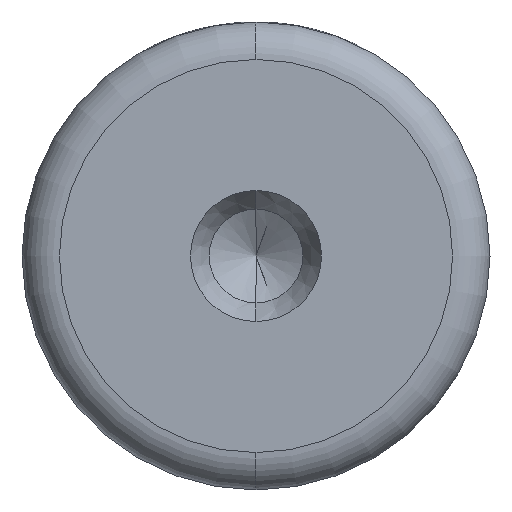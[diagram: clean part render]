
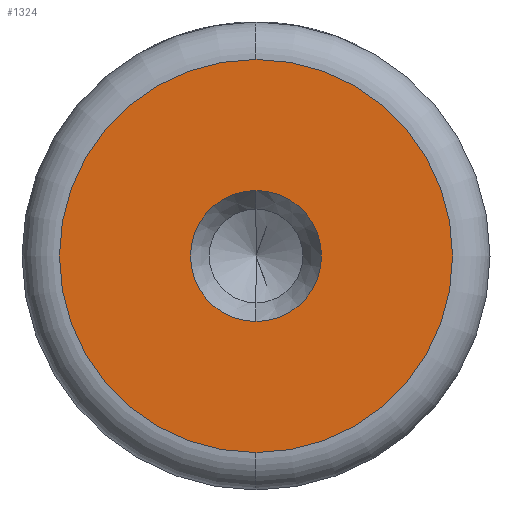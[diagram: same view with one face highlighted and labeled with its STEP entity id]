
A CAD part, left-side view. The second image highlights one B-rep face of the part: STEP entity #1324.
In plain terms, the highlighted planar face has unit normal (-1, 0, 0).
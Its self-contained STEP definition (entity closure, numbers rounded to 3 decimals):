
#15 = EDGE_CURVE ( 'NONE', #433, #412, #283, .T. ) ;
#30 = VERTEX_POINT ( 'NONE', #402 ) ;
#33 = ORIENTED_EDGE ( 'NONE', *, *, #15, .T. ) ;
#41 = EDGE_CURVE ( 'NONE', #211, #30, #262, .T. ) ;
#124 = ORIENTED_EDGE ( 'NONE', *, *, #41, .F. ) ;
#140 = EDGE_CURVE ( 'NONE', #412, #433, #766, .T. ) ;
#150 = EDGE_CURVE ( 'NONE', #30, #211, #1362, .T. ) ;
#156 = CARTESIAN_POINT ( 'NONE',  ( 0., 0., 0. ) ) ;
#208 = EDGE_LOOP ( 'NONE', ( #482, #124 ) ) ;
#211 = VERTEX_POINT ( 'NONE', #586 ) ;
#212 = CARTESIAN_POINT ( 'NONE',  ( 0., 0., -10.5 ) ) ;
#262 = CIRCLE ( 'NONE', #1232, 3.5 ) ;
#281 = DIRECTION ( 'NONE',  ( 0., 0., 1. ) ) ;
#283 = CIRCLE ( 'NONE', #1040, 10.5 ) ;
#305 = FACE_BOUND ( 'NONE', #208, .T. ) ;
#345 = CARTESIAN_POINT ( 'NONE',  ( 0., 0., 0. ) ) ;
#354 = FACE_OUTER_BOUND ( 'NONE', #473, .T. ) ;
#402 = CARTESIAN_POINT ( 'NONE',  ( 0., 0., 3.5 ) ) ;
#412 = VERTEX_POINT ( 'NONE', #212 ) ;
#433 = VERTEX_POINT ( 'NONE', #1397 ) ;
#443 = CARTESIAN_POINT ( 'NONE',  ( 0., 0., 0. ) ) ;
#453 = DIRECTION ( 'NONE',  ( 0., 0., 1. ) ) ;
#473 = EDGE_LOOP ( 'NONE', ( #33, #813 ) ) ;
#482 = ORIENTED_EDGE ( 'NONE', *, *, #150, .F. ) ;
#548 = AXIS2_PLACEMENT_3D ( 'NONE', #443, #667, #1392 ) ;
#586 = CARTESIAN_POINT ( 'NONE',  ( 0., 0., -3.5 ) ) ;
#636 = CARTESIAN_POINT ( 'NONE',  ( 0., 0., 0. ) ) ;
#667 = DIRECTION ( 'NONE',  ( -1., 0., 0. ) ) ;
#674 = DIRECTION ( 'NONE',  ( -1., 0., 0. ) ) ;
#730 = DIRECTION ( 'NONE',  ( 0., 0., 1. ) ) ;
#766 = CIRCLE ( 'NONE', #1117, 10.5 ) ;
#813 = ORIENTED_EDGE ( 'NONE', *, *, #140, .T. ) ;
#932 = DIRECTION ( 'NONE',  ( -1., 0., 0. ) ) ;
#1040 = AXIS2_PLACEMENT_3D ( 'NONE', #156, #932, #281 ) ;
#1080 = PLANE ( 'NONE',  #548 ) ;
#1092 = DIRECTION ( 'NONE',  ( -1., 0., 0. ) ) ;
#1100 = AXIS2_PLACEMENT_3D ( 'NONE', #1294, #674, #1398 ) ;
#1117 = AXIS2_PLACEMENT_3D ( 'NONE', #345, #1092, #453 ) ;
#1232 = AXIS2_PLACEMENT_3D ( 'NONE', #636, #1356, #730 ) ;
#1294 = CARTESIAN_POINT ( 'NONE',  ( 0., 0., 0. ) ) ;
#1324 = ADVANCED_FACE ( 'NONE', ( #354, #305 ), #1080, .T. ) ;
#1356 = DIRECTION ( 'NONE',  ( -1., 0., 0. ) ) ;
#1362 = CIRCLE ( 'NONE', #1100, 3.5 ) ;
#1392 = DIRECTION ( 'NONE',  ( 0., 0., 1. ) ) ;
#1397 = CARTESIAN_POINT ( 'NONE',  ( 0., 0., 10.5 ) ) ;
#1398 = DIRECTION ( 'NONE',  ( 0., 0., 1. ) ) ;
